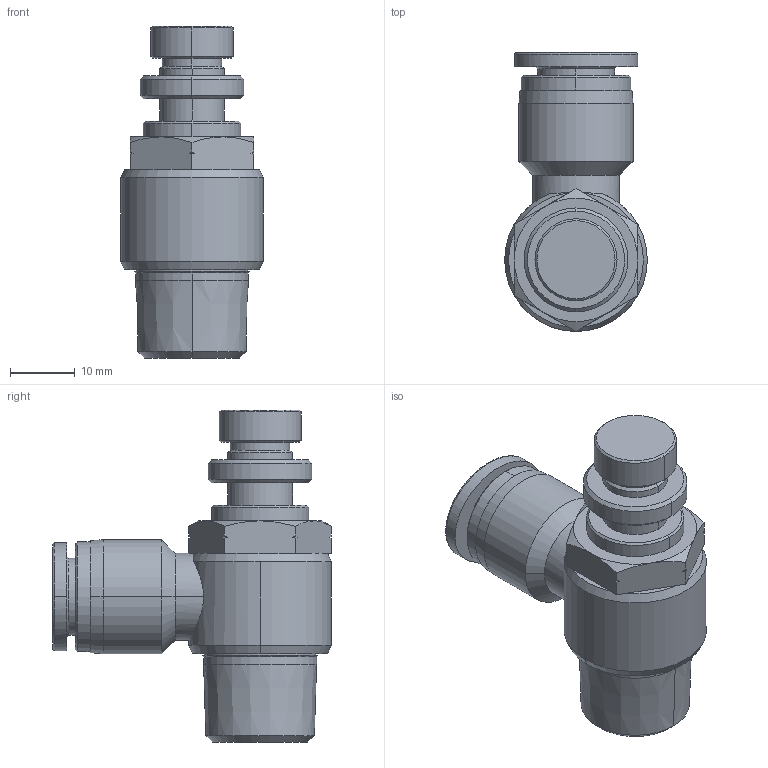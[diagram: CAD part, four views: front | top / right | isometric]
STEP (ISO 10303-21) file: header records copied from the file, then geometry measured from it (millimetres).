
FILE_DESCRIPTION((''),'2;1');
FILE_NAME('NSE3-8N03-MDT.stp','2017-07-07T16:47:42',(''),(''),'Mechanical Desktop 2009','Mechanical Desktop 2009',', , ');
FILE_SCHEMA(('CONFIG_CONTROL_DESIGN'));
Length unit declared in the file: millimetre
Products named in the file (7): NSE3-8N03-MDT; PART1; ~PART1; ~~~PART1; A$C714E24E7; A$C6C9868F3; A$C23982F68
Assembly tree (6 placements, depth 2):
  NSE3-8N03-MDT
    PART1
    ~PART1
    ~~~PART1
    A$C714E24E7
    A$C6C9868F3
    A$C23982F68
Bounding box: 22 x 43 x 51.2 mm (x, y, z)
Volume: 16916.6 mm3; surface area: 6847.4 mm2
Topology: 4 solids, 4 shells, 105 faces, 223 edges, 134 vertices
Faces by surface type: cone 49, cylinder 30, plane 23, bspline 3
Entity records: 3239 total; most frequent: CARTESIAN_POINT 858, DIRECTION 496, ORIENTED_EDGE 446, EDGE_CURVE 223, AXIS2_PLACEMENT_3D 208, VERTEX_POINT 134, EDGE_LOOP 115, FACE_OUTER_BOUND 105
